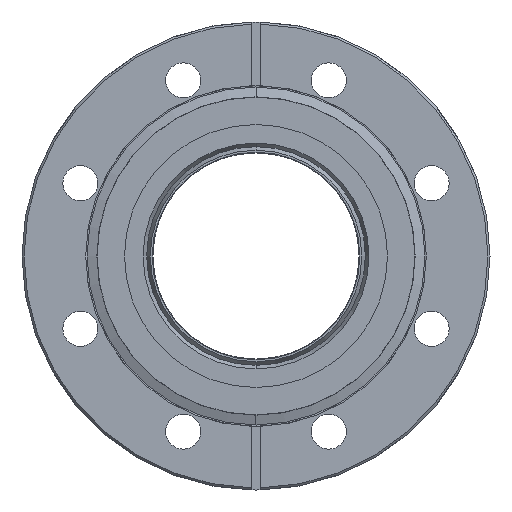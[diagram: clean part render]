
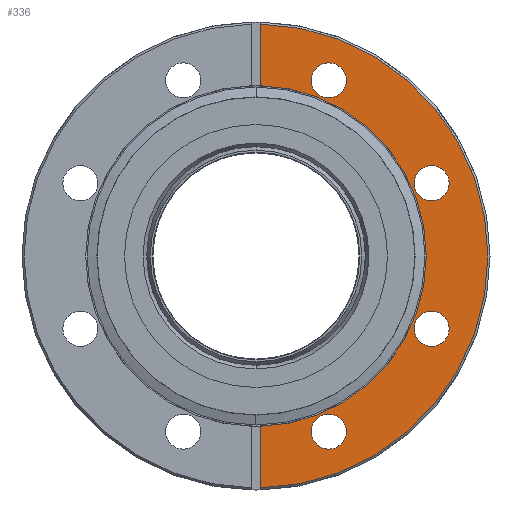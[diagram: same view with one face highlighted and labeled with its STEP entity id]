
A CAD part, left-side view. The second image highlights one B-rep face of the part: STEP entity #336.
In plain terms, the highlighted planar face has unit normal (-1, 0, 0).
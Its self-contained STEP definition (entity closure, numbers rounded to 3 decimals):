
#336=ADVANCED_FACE('',(#2364,#2365,#2366,#2367,#2368),#2363,.T.);
#2363=PLANE('',#6825);
#2364=FACE_OUTER_BOUND('',#6826,.T.);
#2365=FACE_BOUND('',#6827,.T.);
#2366=FACE_BOUND('',#6828,.T.);
#2367=FACE_BOUND('',#6829,.T.);
#2368=FACE_BOUND('',#6830,.T.);
#6822=CARTESIAN_POINT('',(-47.5,-61.775,-66.241));
#6823=DIRECTION('',(-1.,0.,0.));
#6824=DIRECTION('',(0.,0.,1.));
#6825=AXIS2_PLACEMENT_3D('',#6822,#6823,#6824);
#6826=EDGE_LOOP('',(#8423,#8424,#8425,#8426));
#6827=EDGE_LOOP('',(#8427,#8428,#8429));
#6828=EDGE_LOOP('',(#8430,#8431,#8432));
#6829=EDGE_LOOP('',(#8433,#8434,#8435));
#6830=EDGE_LOOP('',(#8436,#8437,#8438));
#8423=ORIENTED_EDGE('',*,*,#9345,.T.);
#8424=ORIENTED_EDGE('',*,*,#9336,.T.);
#8425=ORIENTED_EDGE('',*,*,#9346,.F.);
#8426=ORIENTED_EDGE('',*,*,#9324,.T.);
#8427=ORIENTED_EDGE('',*,*,#9347,.F.);
#8428=ORIENTED_EDGE('',*,*,#9348,.F.);
#8429=ORIENTED_EDGE('',*,*,#9349,.F.);
#8430=ORIENTED_EDGE('',*,*,#9350,.F.);
#8431=ORIENTED_EDGE('',*,*,#9351,.F.);
#8432=ORIENTED_EDGE('',*,*,#9352,.F.);
#8433=ORIENTED_EDGE('',*,*,#9353,.F.);
#8434=ORIENTED_EDGE('',*,*,#9354,.F.);
#8435=ORIENTED_EDGE('',*,*,#9355,.F.);
#8436=ORIENTED_EDGE('',*,*,#9356,.F.);
#8437=ORIENTED_EDGE('',*,*,#9357,.F.);
#8438=ORIENTED_EDGE('',*,*,#9358,.F.);
#9324=EDGE_CURVE('',#12047,#12040,#12048,.T.);
#9336=EDGE_CURVE('',#12130,#12131,#12132,.T.);
#9345=EDGE_CURVE('',#12040,#12130,#12191,.T.);
#9346=EDGE_CURVE('',#12047,#12131,#12197,.T.);
#9347=EDGE_CURVE('',#12203,#12204,#12205,.T.);
#9348=EDGE_CURVE('',#12211,#12203,#12212,.T.);
#9349=EDGE_CURVE('',#12204,#12211,#12218,.T.);
#9350=EDGE_CURVE('',#12224,#12225,#12226,.T.);
#9351=EDGE_CURVE('',#12232,#12224,#12233,.T.);
#9352=EDGE_CURVE('',#12225,#12232,#12239,.T.);
#9353=EDGE_CURVE('',#12245,#12246,#12247,.T.);
#9354=EDGE_CURVE('',#12253,#12245,#12254,.T.);
#9355=EDGE_CURVE('',#12246,#12253,#12260,.T.);
#9356=EDGE_CURVE('',#12266,#12267,#12268,.T.);
#9357=EDGE_CURVE('',#12274,#12266,#12275,.T.);
#9358=EDGE_CURVE('',#12267,#12274,#12281,.T.);
#12040=VERTEX_POINT('',#15760);
#12047=VERTEX_POINT('',#15765);
#12048=LINE('',#15766,#15767);
#12130=VERTEX_POINT('',#15814);
#12131=VERTEX_POINT('',#15815);
#12132=LINE('',#15816,#15817);
#12191=CIRCLE('',#15856,56.25);
#12197=CIRCLE('',#15860,41.3);
#12203=VERTEX_POINT('',#15861);
#12204=VERTEX_POINT('',#15862);
#12205=CIRCLE('',#15866,4.25);
#12211=VERTEX_POINT('',#15867);
#12212=CIRCLE('',#15871,4.25);
#12218=CIRCLE('',#15875,4.25);
#12224=VERTEX_POINT('',#15876);
#12225=VERTEX_POINT('',#15877);
#12226=CIRCLE('',#15881,4.25);
#12232=VERTEX_POINT('',#15882);
#12233=CIRCLE('',#15886,4.25);
#12239=CIRCLE('',#15890,4.25);
#12245=VERTEX_POINT('',#15891);
#12246=VERTEX_POINT('',#15892);
#12247=CIRCLE('',#15896,4.25);
#12253=VERTEX_POINT('',#15897);
#12254=CIRCLE('',#15901,4.25);
#12260=CIRCLE('',#15905,4.25);
#12266=VERTEX_POINT('',#15906);
#12267=VERTEX_POINT('',#15907);
#12268=CIRCLE('',#15911,4.25);
#12274=VERTEX_POINT('',#15912);
#12275=CIRCLE('',#15916,4.25);
#12281=CIRCLE('',#15920,4.25);
#15760=CARTESIAN_POINT('',(-47.5,-1.,-56.241));
#15765=CARTESIAN_POINT('',(-47.5,-1.,-41.288));
#15766=CARTESIAN_POINT('',(-47.5,-1.,-41.288));
#15767=VECTOR('',#15768,14.953);
#15768=DIRECTION('',(0.,0.,-1.));
#15814=CARTESIAN_POINT('',(-47.5,-1.,56.241));
#15815=CARTESIAN_POINT('',(-47.5,-1.,41.288));
#15816=CARTESIAN_POINT('',(-47.5,-1.,56.241));
#15817=VECTOR('',#15818,14.953);
#15818=DIRECTION('',(0.,0.,-1.));
#15853=CARTESIAN_POINT('',(-47.5,0.,0.));
#15854=DIRECTION('',(-1.,0.,0.));
#15855=DIRECTION('',(0.,0.,-1.));
#15856=AXIS2_PLACEMENT_3D('',#15853,#15854,#15855);
#15857=CARTESIAN_POINT('',(-47.5,0.,0.));
#15858=DIRECTION('',(-1.,0.,0.));
#15859=DIRECTION('',(0.,0.,-1.));
#15860=AXIS2_PLACEMENT_3D('',#15857,#15858,#15859);
#15861=CARTESIAN_POINT('',(-47.5,-42.591,-21.892));
#15862=CARTESIAN_POINT('',(-47.5,-46.841,-17.642));
#15863=CARTESIAN_POINT('',(-47.5,-42.591,-17.642));
#15864=DIRECTION('',(-1.,0.,0.));
#15865=DIRECTION('',(0.,-1.,0.));
#15866=AXIS2_PLACEMENT_3D('',#15863,#15864,#15865);
#15867=CARTESIAN_POINT('',(-47.5,-42.59,-13.392));
#15868=CARTESIAN_POINT('',(-47.5,-42.591,-17.642));
#15869=DIRECTION('',(-1.,0.,0.));
#15870=DIRECTION('',(0.,-1.,0.));
#15871=AXIS2_PLACEMENT_3D('',#15868,#15869,#15870);
#15872=CARTESIAN_POINT('',(-47.5,-42.591,-17.642));
#15873=DIRECTION('',(-1.,0.,0.));
#15874=DIRECTION('',(0.,-1.,0.));
#15875=AXIS2_PLACEMENT_3D('',#15872,#15873,#15874);
#15876=CARTESIAN_POINT('',(-47.5,-42.591,13.392));
#15877=CARTESIAN_POINT('',(-47.5,-46.841,17.642));
#15878=CARTESIAN_POINT('',(-47.5,-42.591,17.642));
#15879=DIRECTION('',(-1.,0.,0.));
#15880=DIRECTION('',(0.,-1.,0.));
#15881=AXIS2_PLACEMENT_3D('',#15878,#15879,#15880);
#15882=CARTESIAN_POINT('',(-47.5,-42.59,21.892));
#15883=CARTESIAN_POINT('',(-47.5,-42.591,17.642));
#15884=DIRECTION('',(-1.,0.,0.));
#15885=DIRECTION('',(0.,-1.,0.));
#15886=AXIS2_PLACEMENT_3D('',#15883,#15884,#15885);
#15887=CARTESIAN_POINT('',(-47.5,-42.591,17.642));
#15888=DIRECTION('',(-1.,0.,0.));
#15889=DIRECTION('',(0.,-1.,0.));
#15890=AXIS2_PLACEMENT_3D('',#15887,#15888,#15889);
#15891=CARTESIAN_POINT('',(-47.5,-17.642,38.341));
#15892=CARTESIAN_POINT('',(-47.5,-21.892,42.591));
#15893=CARTESIAN_POINT('',(-47.5,-17.642,42.591));
#15894=DIRECTION('',(-1.,0.,0.));
#15895=DIRECTION('',(0.,-1.,0.));
#15896=AXIS2_PLACEMENT_3D('',#15893,#15894,#15895);
#15897=CARTESIAN_POINT('',(-47.5,-17.641,46.841));
#15898=CARTESIAN_POINT('',(-47.5,-17.642,42.591));
#15899=DIRECTION('',(-1.,0.,0.));
#15900=DIRECTION('',(0.,-1.,0.));
#15901=AXIS2_PLACEMENT_3D('',#15898,#15899,#15900);
#15902=CARTESIAN_POINT('',(-47.5,-17.642,42.591));
#15903=DIRECTION('',(-1.,0.,0.));
#15904=DIRECTION('',(0.,-1.,0.));
#15905=AXIS2_PLACEMENT_3D('',#15902,#15903,#15904);
#15906=CARTESIAN_POINT('',(-47.5,-17.642,-46.841));
#15907=CARTESIAN_POINT('',(-47.5,-21.892,-42.591));
#15908=CARTESIAN_POINT('',(-47.5,-17.642,-42.591));
#15909=DIRECTION('',(-1.,0.,0.));
#15910=DIRECTION('',(0.,-1.,0.));
#15911=AXIS2_PLACEMENT_3D('',#15908,#15909,#15910);
#15912=CARTESIAN_POINT('',(-47.5,-17.641,-38.341));
#15913=CARTESIAN_POINT('',(-47.5,-17.642,-42.591));
#15914=DIRECTION('',(-1.,0.,0.));
#15915=DIRECTION('',(0.,-1.,0.));
#15916=AXIS2_PLACEMENT_3D('',#15913,#15914,#15915);
#15917=CARTESIAN_POINT('',(-47.5,-17.642,-42.591));
#15918=DIRECTION('',(-1.,0.,0.));
#15919=DIRECTION('',(0.,-1.,0.));
#15920=AXIS2_PLACEMENT_3D('',#15917,#15918,#15919);
